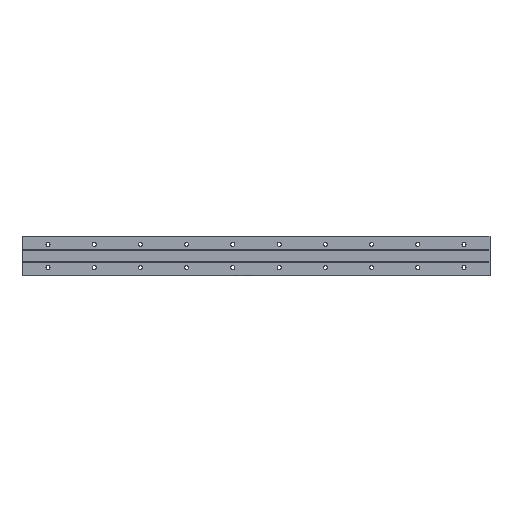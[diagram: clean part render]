
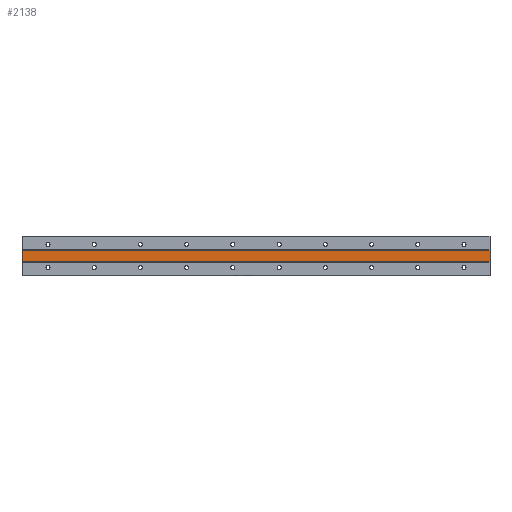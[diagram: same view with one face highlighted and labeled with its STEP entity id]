
A CAD part, front view. The second image highlights one B-rep face of the part: STEP entity #2138.
In plain terms, the highlighted planar face has unit normal (0, -1, 0).
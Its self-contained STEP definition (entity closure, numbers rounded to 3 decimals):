
#159 = LINE ( 'NONE', #3073, #607 ) ;
#370 = CARTESIAN_POINT ( 'NONE',  ( -45., 1., 10. ) ) ;
#434 = DIRECTION ( 'NONE',  ( -1., 0., 0. ) ) ;
#445 = VERTEX_POINT ( 'NONE', #2048 ) ;
#569 = ORIENTED_EDGE ( 'NONE', *, *, #1593, .F. ) ;
#607 = VECTOR ( 'NONE', #434, 1000. ) ;
#642 = DIRECTION ( 'NONE',  ( 0., 0., 1. ) ) ;
#668 = ORIENTED_EDGE ( 'NONE', *, *, #3116, .T. ) ;
#794 = CARTESIAN_POINT ( 'NONE',  ( 765., 1., 34.482 ) ) ;
#1017 = AXIS2_PLACEMENT_3D ( 'NONE', #2504, #2189, #642 ) ;
#1206 = FACE_OUTER_BOUND ( 'NONE', #2706, .T. ) ;
#1296 = EDGE_CURVE ( 'NONE', #3975, #1359, #2714, .T. ) ;
#1359 = VERTEX_POINT ( 'NONE', #3649 ) ;
#1524 = VERTEX_POINT ( 'NONE', #2583 ) ;
#1593 = EDGE_CURVE ( 'NONE', #1524, #1359, #159, .T. ) ;
#1738 = VECTOR ( 'NONE', #2330, 1000. ) ;
#1887 = VECTOR ( 'NONE', #3711, 1000. ) ;
#1950 = VECTOR ( 'NONE', #2806, 1000. ) ;
#2048 = CARTESIAN_POINT ( 'NONE',  ( 765., 1., 10. ) ) ;
#2138 = ADVANCED_FACE ( 'NONE', ( #1206 ), #3806, .F. ) ;
#2189 = DIRECTION ( 'NONE',  ( 0., 1., 0. ) ) ;
#2330 = DIRECTION ( 'NONE',  ( -1., 0., 0. ) ) ;
#2504 = CARTESIAN_POINT ( 'NONE',  ( 765., 1., 10. ) ) ;
#2583 = CARTESIAN_POINT ( 'NONE',  ( 765., 1., -10. ) ) ;
#2638 = ORIENTED_EDGE ( 'NONE', *, *, #3598, .F. ) ;
#2706 = EDGE_LOOP ( 'NONE', ( #569, #2638, #668, #4114 ) ) ;
#2714 = LINE ( 'NONE', #3057, #1887 ) ;
#2735 = LINE ( 'NONE', #794, #1950 ) ;
#2806 = DIRECTION ( 'NONE',  ( 0., 0., -1. ) ) ;
#2902 = LINE ( 'NONE', #3932, #1738 ) ;
#3057 = CARTESIAN_POINT ( 'NONE',  ( -45., 1., 34.482 ) ) ;
#3073 = CARTESIAN_POINT ( 'NONE',  ( 765., 1., -10. ) ) ;
#3116 = EDGE_CURVE ( 'NONE', #445, #3975, #2902, .T. ) ;
#3598 = EDGE_CURVE ( 'NONE', #445, #1524, #2735, .T. ) ;
#3649 = CARTESIAN_POINT ( 'NONE',  ( -45., 1., -10. ) ) ;
#3711 = DIRECTION ( 'NONE',  ( 0., 0., -1. ) ) ;
#3806 = PLANE ( 'NONE',  #1017 ) ;
#3932 = CARTESIAN_POINT ( 'NONE',  ( 765., 1., 10. ) ) ;
#3975 = VERTEX_POINT ( 'NONE', #370 ) ;
#4114 = ORIENTED_EDGE ( 'NONE', *, *, #1296, .T. ) ;
